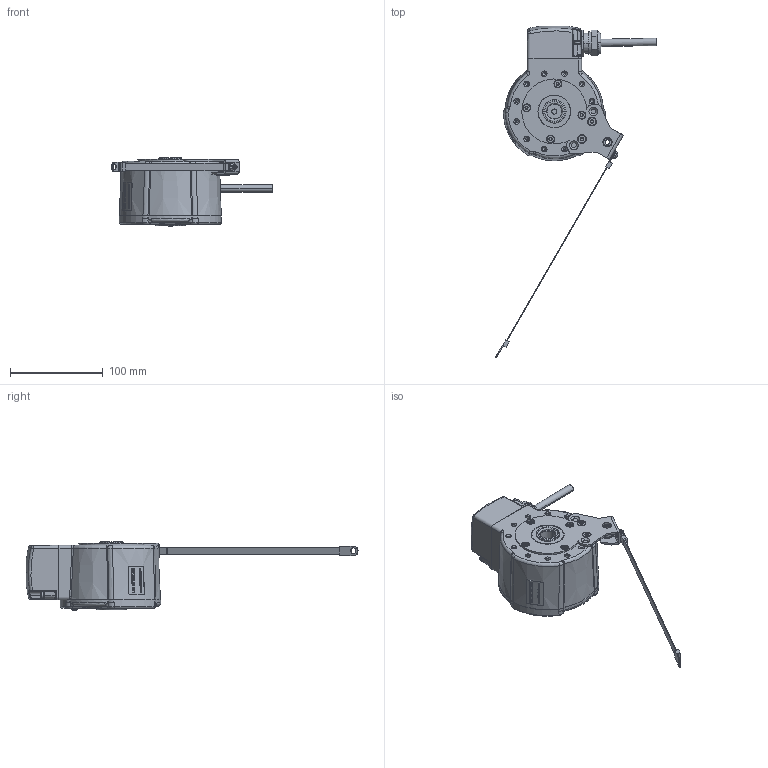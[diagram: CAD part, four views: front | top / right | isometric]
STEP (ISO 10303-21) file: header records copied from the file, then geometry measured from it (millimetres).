
FILE_DESCRIPTION((''),'2;1');
FILE_NAME('741745','2010-12-09T',('se2802'),(''),'PRO/ENGINEER BY PARAMETRIC TECHNOLOGY CORPORATION, 2010180','PRO/ENGINEER BY PARAMETRIC TECHNOLOGY CORPORATION, 2010180','');
FILE_SCHEMA(('CONFIG_CONTROL_DESIGN'));
Length unit declared in the file: millimetre
Products named in the file (1): 741745
Bounding box: 173.39 x 357.28 x 73.8 mm (x, y, z)
Volume: 308333.3 mm3; surface area: 130831.6 mm2
Topology: 9 solids, 11 shells, 1864 faces, 4803 edges, 3054 vertices
Faces by surface type: plane 617, cylinder 547, extrusion 326, cone 154, torus 119, bspline 76, sphere 24, revolution 1
Entity records: 98965 total; most frequent: CARTESIAN_POINT 55289, ORIENTED_EDGE 9566, DIRECTION 8182, EDGE_CURVE 4783, AXIS2_PLACEMENT_3D 3054, VERTEX_POINT 3054, VECTOR 2073, EDGE_LOOP 2063
